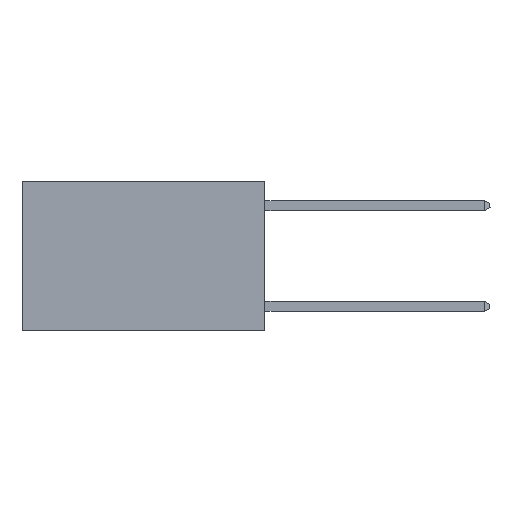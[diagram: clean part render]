
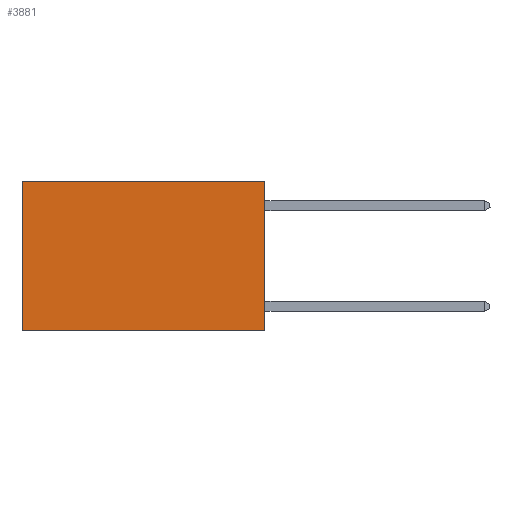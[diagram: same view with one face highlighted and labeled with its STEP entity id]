
A CAD part, left-side view. The second image highlights one B-rep face of the part: STEP entity #3881.
In plain terms, the highlighted planar face has unit normal (-1, 0, 0).
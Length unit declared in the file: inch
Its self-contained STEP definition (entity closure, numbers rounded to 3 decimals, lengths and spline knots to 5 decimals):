
#172 = FACE_OUTER_BOUND ( 'NONE', #4770, .T. ) ;
#450 = LINE ( 'NONE', #16866, #17232 ) ;
#975 = VERTEX_POINT ( 'NONE', #17209 ) ;
#1504 = ORIENTED_EDGE ( 'NONE', *, *, #25718, .F. ) ;
#3751 = DIRECTION ( 'NONE',  ( 0., 0., -1. ) ) ;
#3881 = ADVANCED_FACE ( 'NONE', ( #172 ), #8628, .F. ) ;
#4159 = EDGE_CURVE ( 'NONE', #11925, #28015, #4292, .T. ) ;
#4292 = LINE ( 'NONE', #13484, #8753 ) ;
#4770 = EDGE_LOOP ( 'NONE', ( #16820, #1504, #18216, #20048 ) ) ;
#6913 = VERTEX_POINT ( 'NONE', #6915 ) ;
#6915 = CARTESIAN_POINT ( 'NONE',  ( 0.2625, 0.6, -0.37 ) ) ;
#8196 = VECTOR ( 'NONE', #3751, 39.37008 ) ;
#8628 = PLANE ( 'NONE',  #13231 ) ;
#8753 = VECTOR ( 'NONE', #24291, 39.37008 ) ;
#8870 = LINE ( 'NONE', #26745, #24874 ) ;
#10192 = DIRECTION ( 'NONE',  ( 0., 1., 0. ) ) ;
#11925 = VERTEX_POINT ( 'NONE', #27143 ) ;
#13052 = DIRECTION ( 'NONE',  ( 1., 0., 0. ) ) ;
#13231 = AXIS2_PLACEMENT_3D ( 'NONE', #26070, #13052, #28192 ) ;
#13484 = CARTESIAN_POINT ( 'NONE',  ( 0.2625, 0., 0. ) ) ;
#13657 = EDGE_CURVE ( 'NONE', #28015, #6913, #24893, .T. ) ;
#14755 = EDGE_CURVE ( 'NONE', #11925, #975, #8870, .T. ) ;
#16820 = ORIENTED_EDGE ( 'NONE', *, *, #13657, .T. ) ;
#16851 = CARTESIAN_POINT ( 'NONE',  ( 0.2625, 0.6, 0. ) ) ;
#16866 = CARTESIAN_POINT ( 'NONE',  ( 0.2625, 0., -0.37 ) ) ;
#17209 = CARTESIAN_POINT ( 'NONE',  ( 0.2625, 0., -0.37 ) ) ;
#17232 = VECTOR ( 'NONE', #10192, 39.37008 ) ;
#18216 = ORIENTED_EDGE ( 'NONE', *, *, #14755, .F. ) ;
#20048 = ORIENTED_EDGE ( 'NONE', *, *, #4159, .T. ) ;
#21084 = CARTESIAN_POINT ( 'NONE',  ( 0.2625, 0.6, 0. ) ) ;
#24291 = DIRECTION ( 'NONE',  ( 0., 1., 0. ) ) ;
#24585 = DIRECTION ( 'NONE',  ( 0., 0., -1. ) ) ;
#24874 = VECTOR ( 'NONE', #24585, 39.37008 ) ;
#24893 = LINE ( 'NONE', #16851, #8196 ) ;
#25718 = EDGE_CURVE ( 'NONE', #975, #6913, #450, .T. ) ;
#26070 = CARTESIAN_POINT ( 'NONE',  ( 0.2625, 0., 0. ) ) ;
#26745 = CARTESIAN_POINT ( 'NONE',  ( 0.2625, 0., 0. ) ) ;
#27143 = CARTESIAN_POINT ( 'NONE',  ( 0.2625, 0., 0. ) ) ;
#28015 = VERTEX_POINT ( 'NONE', #21084 ) ;
#28192 = DIRECTION ( 'NONE',  ( 0., 0., -1. ) ) ;
